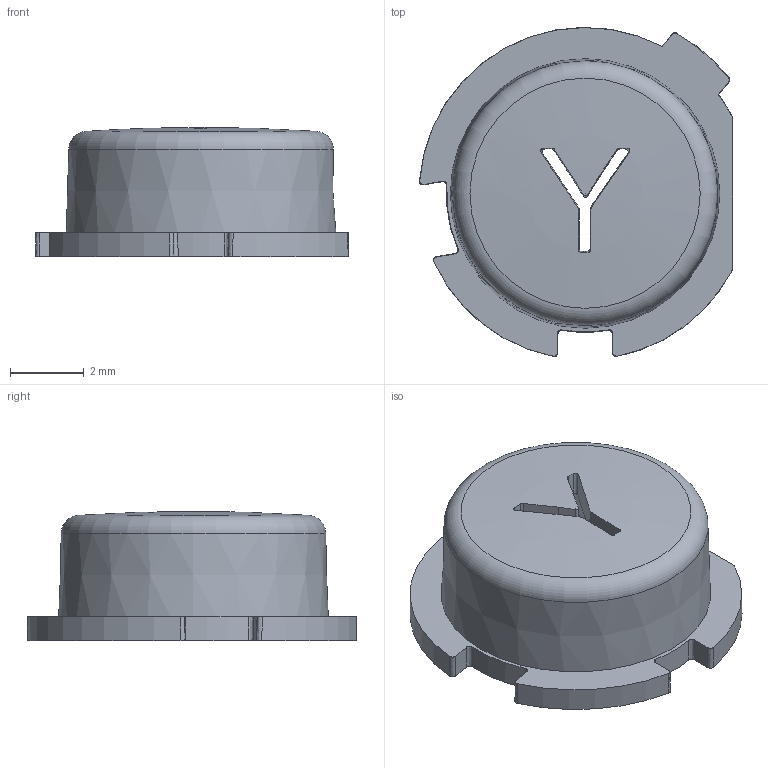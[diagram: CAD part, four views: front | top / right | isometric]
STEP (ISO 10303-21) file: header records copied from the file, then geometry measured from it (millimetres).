
FILE_DESCRIPTION(/* description */ (''),/* implementation_level */ '2;1');
FILE_NAME(/* name */ 'Y-Button-Body.step',/* time_stamp */ '2024-03-14T19:30:00-07:00',/* author */ (''),/* organization */ (''),/* preprocessor_version */ 'ST-DEVELOPER v20',/* originating_system */ 'Autodesk Translation Framework v12.20.1.177',/* authorisation */ '');
FILE_SCHEMA (('AUTOMOTIVE_DESIGN { 1 0 10303 214 3 1 1 }'));
Length unit declared in the file: millimetre
Products named in the file (1): Button_body
Bounding box: 8.49 x 8.93 x 3.5 mm (x, y, z)
Volume: 73.4 mm3; surface area: 251.8 mm2
Topology: 1 solids, 1 shells, 52 faces, 163 edges, 111 vertices
Faces by surface type: plane 18, bspline 14, cone 9, cylinder 8, sphere 2, torus 1
Entity records: 2960 total; most frequent: CARTESIAN_POINT 1612, ORIENTED_EDGE 322, DIRECTION 218, EDGE_CURVE 161, VERTEX_POINT 111, AXIS2_PLACEMENT_3D 92, B_SPLINE_CURVE_WITH_KNOTS 74, EDGE_LOOP 54
